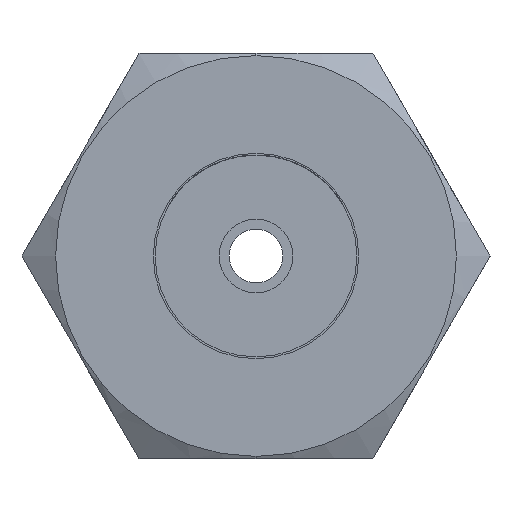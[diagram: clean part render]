
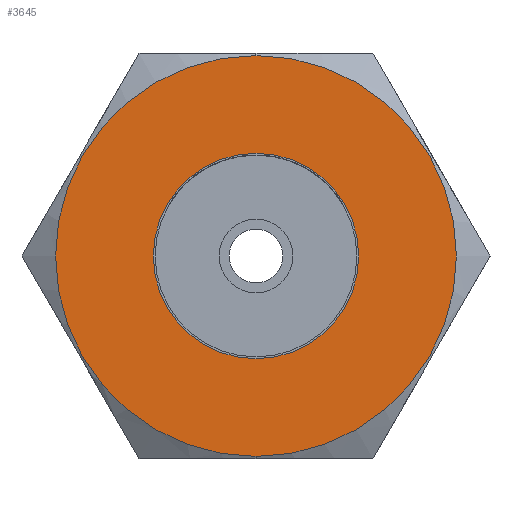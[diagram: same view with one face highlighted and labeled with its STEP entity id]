
A CAD part, left-side view. The second image highlights one B-rep face of the part: STEP entity #3645.
In plain terms, the highlighted planar face has unit normal (-1, 0, 0).
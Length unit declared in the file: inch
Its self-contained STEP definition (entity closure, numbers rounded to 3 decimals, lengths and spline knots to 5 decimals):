
#2 = CARTESIAN_POINT ( 'NONE',  ( -1.13, 0.68, 0. ) ) ;
#288 = VERTEX_POINT ( 'NONE', #6111 ) ;
#624 = CIRCLE ( 'NONE', #2043, 0.68 ) ;
#629 = EDGE_CURVE ( 'NONE', #13183, #12616, #15181, .T. ) ;
#831 = AXIS2_PLACEMENT_3D ( 'NONE', #13630, #6250, #7881 ) ;
#1925 = EDGE_CURVE ( 'NONE', #288, #16784, #6229, .T. ) ;
#2043 = AXIS2_PLACEMENT_3D ( 'NONE', #9269, #10837, #2062 ) ;
#2062 = DIRECTION ( 'NONE',  ( 0., 0., -1. ) ) ;
#2357 = CARTESIAN_POINT ( 'NONE',  ( -1.13, 0., 0. ) ) ;
#2568 = DIRECTION ( 'NONE',  ( 0., 0., -1. ) ) ;
#2848 = EDGE_CURVE ( 'NONE', #12616, #13183, #624, .T. ) ;
#3307 = EDGE_LOOP ( 'NONE', ( #4475, #10807 ) ) ;
#3354 = AXIS2_PLACEMENT_3D ( 'NONE', #2, #7136, #9608 ) ;
#3645 = ADVANCED_FACE ( 'NONE', ( #16251, #5033 ), #4235, .T. ) ;
#4235 = PLANE ( 'NONE',  #3354 ) ;
#4294 = CIRCLE ( 'NONE', #12653, 0.3485 ) ;
#4387 = AXIS2_PLACEMENT_3D ( 'NONE', #9660, #15515, #2568 ) ;
#4475 = ORIENTED_EDGE ( 'NONE', *, *, #629, .F. ) ;
#5033 = FACE_OUTER_BOUND ( 'NONE', #3307, .T. ) ;
#6111 = CARTESIAN_POINT ( 'NONE',  ( -1.13, 0., 0.3485 ) ) ;
#6229 = CIRCLE ( 'NONE', #4387, 0.3485 ) ;
#6250 = DIRECTION ( 'NONE',  ( 1., 0., 0. ) ) ;
#7136 = DIRECTION ( 'NONE',  ( -1., 0., 0. ) ) ;
#7881 = DIRECTION ( 'NONE',  ( 0., 0., -1. ) ) ;
#9269 = CARTESIAN_POINT ( 'NONE',  ( -1.13, 0., 0. ) ) ;
#9608 = DIRECTION ( 'NONE',  ( 0., 0., 1. ) ) ;
#9660 = CARTESIAN_POINT ( 'NONE',  ( -1.13, 0., 0. ) ) ;
#10715 = CARTESIAN_POINT ( 'NONE',  ( -1.13, 0., 0.68 ) ) ;
#10807 = ORIENTED_EDGE ( 'NONE', *, *, #2848, .F. ) ;
#10837 = DIRECTION ( 'NONE',  ( 1., 0., 0. ) ) ;
#11077 = DIRECTION ( 'NONE',  ( 1., 0., 0. ) ) ;
#12565 = DIRECTION ( 'NONE',  ( 0., 0., -1. ) ) ;
#12616 = VERTEX_POINT ( 'NONE', #10715 ) ;
#12653 = AXIS2_PLACEMENT_3D ( 'NONE', #2357, #11077, #12565 ) ;
#13079 = ORIENTED_EDGE ( 'NONE', *, *, #17969, .T. ) ;
#13183 = VERTEX_POINT ( 'NONE', #14265 ) ;
#13630 = CARTESIAN_POINT ( 'NONE',  ( -1.13, 0., 0. ) ) ;
#14265 = CARTESIAN_POINT ( 'NONE',  ( -1.13, 0., -0.68 ) ) ;
#14449 = ORIENTED_EDGE ( 'NONE', *, *, #1925, .T. ) ;
#14460 = CARTESIAN_POINT ( 'NONE',  ( -1.13, 0., -0.3485 ) ) ;
#15181 = CIRCLE ( 'NONE', #831, 0.68 ) ;
#15515 = DIRECTION ( 'NONE',  ( 1., 0., 0. ) ) ;
#16251 = FACE_BOUND ( 'NONE', #18471, .T. ) ;
#16784 = VERTEX_POINT ( 'NONE', #14460 ) ;
#17969 = EDGE_CURVE ( 'NONE', #16784, #288, #4294, .T. ) ;
#18471 = EDGE_LOOP ( 'NONE', ( #13079, #14449 ) ) ;
